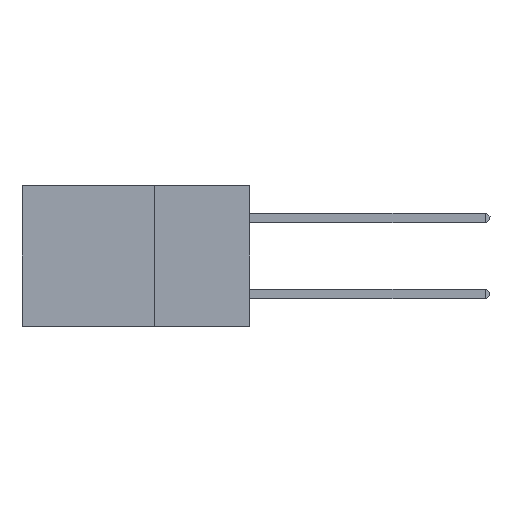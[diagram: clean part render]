
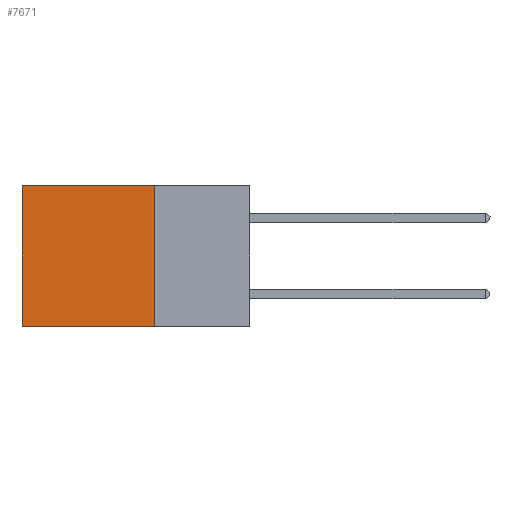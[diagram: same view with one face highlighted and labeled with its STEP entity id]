
A CAD part, left-side view. The second image highlights one B-rep face of the part: STEP entity #7671.
In plain terms, the highlighted planar face has unit normal (-1, 0, 0).
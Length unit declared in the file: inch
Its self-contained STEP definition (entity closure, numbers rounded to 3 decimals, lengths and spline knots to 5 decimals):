
#49 = CARTESIAN_POINT ( 'NONE',  ( 0.2875, 0.25, 0. ) ) ;
#193 = LINE ( 'NONE', #8987, #9957 ) ;
#332 = VERTEX_POINT ( 'NONE', #459 ) ;
#459 = CARTESIAN_POINT ( 'NONE',  ( 0.2875, 0.25, -0.37 ) ) ;
#505 = FACE_OUTER_BOUND ( 'NONE', #2917, .T. ) ;
#696 = CARTESIAN_POINT ( 'NONE',  ( 0.2875, 0.6, 0. ) ) ;
#1024 = ORIENTED_EDGE ( 'NONE', *, *, #13111, .T. ) ;
#2917 = EDGE_LOOP ( 'NONE', ( #1024, #5282, #11022, #11572 ) ) ;
#3457 = PLANE ( 'NONE',  #8491 ) ;
#4035 = CARTESIAN_POINT ( 'NONE',  ( 0.2875, 0.6, -0.37 ) ) ;
#4595 = DIRECTION ( 'NONE',  ( 0., 1., 0. ) ) ;
#4875 = VECTOR ( 'NONE', #7680, 39.37008 ) ;
#5154 = LINE ( 'NONE', #5762, #6698 ) ;
#5282 = ORIENTED_EDGE ( 'NONE', *, *, #12848, .F. ) ;
#5385 = CARTESIAN_POINT ( 'NONE',  ( 0.2875, 0.25, 0. ) ) ;
#5762 = CARTESIAN_POINT ( 'NONE',  ( 0.2875, 0.6, 0. ) ) ;
#6522 = VERTEX_POINT ( 'NONE', #49 ) ;
#6538 = CARTESIAN_POINT ( 'NONE',  ( 0.2875, 0.25, 0. ) ) ;
#6698 = VECTOR ( 'NONE', #13256, 39.37008 ) ;
#7671 = ADVANCED_FACE ( 'NONE', ( #505 ), #3457, .F. ) ;
#7680 = DIRECTION ( 'NONE',  ( 0., 0., -1. ) ) ;
#8418 = LINE ( 'NONE', #5385, #13350 ) ;
#8491 = AXIS2_PLACEMENT_3D ( 'NONE', #13053, #11969, #13146 ) ;
#8797 = DIRECTION ( 'NONE',  ( 0., 1., 0. ) ) ;
#8987 = CARTESIAN_POINT ( 'NONE',  ( 0.2875, 0.25, -0.37 ) ) ;
#9957 = VECTOR ( 'NONE', #4595, 39.37008 ) ;
#11022 = ORIENTED_EDGE ( 'NONE', *, *, #11756, .F. ) ;
#11572 = ORIENTED_EDGE ( 'NONE', *, *, #13071, .T. ) ;
#11756 = EDGE_CURVE ( 'NONE', #6522, #332, #12039, .T. ) ;
#11969 = DIRECTION ( 'NONE',  ( 1., 0., 0. ) ) ;
#12039 = LINE ( 'NONE', #6538, #4875 ) ;
#12657 = VERTEX_POINT ( 'NONE', #696 ) ;
#12848 = EDGE_CURVE ( 'NONE', #332, #12929, #193, .T. ) ;
#12929 = VERTEX_POINT ( 'NONE', #4035 ) ;
#13053 = CARTESIAN_POINT ( 'NONE',  ( 0.2875, 0.25, 0. ) ) ;
#13071 = EDGE_CURVE ( 'NONE', #6522, #12657, #8418, .T. ) ;
#13111 = EDGE_CURVE ( 'NONE', #12657, #12929, #5154, .T. ) ;
#13146 = DIRECTION ( 'NONE',  ( 0., 0., -1. ) ) ;
#13256 = DIRECTION ( 'NONE',  ( 0., 0., -1. ) ) ;
#13350 = VECTOR ( 'NONE', #8797, 39.37008 ) ;
